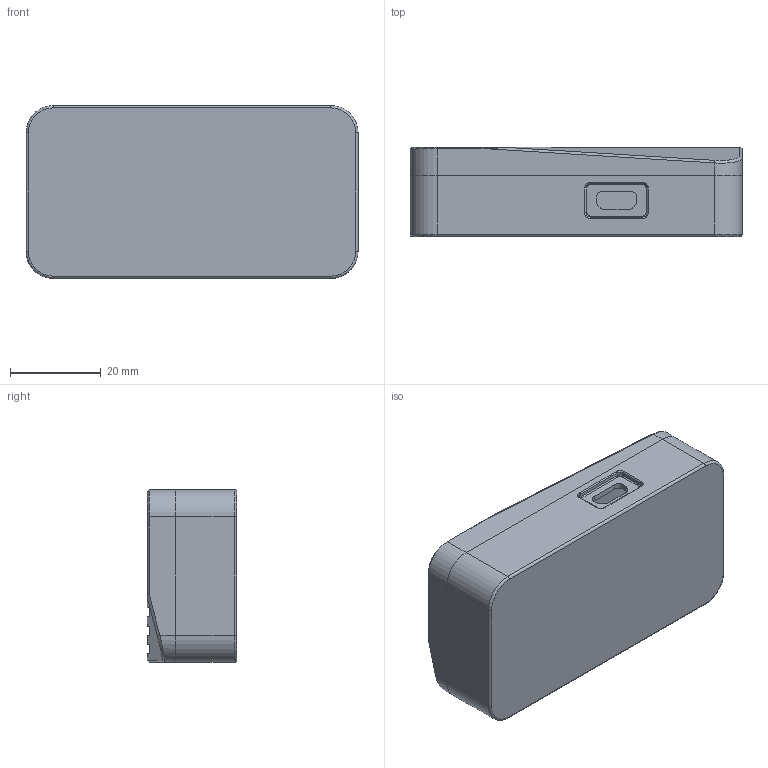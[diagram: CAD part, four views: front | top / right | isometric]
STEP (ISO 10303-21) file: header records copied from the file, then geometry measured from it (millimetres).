
FILE_DESCRIPTION (( 'STEP AP214' ), '1' );
FILE_NAME ('ChatterSync Enclosure Master.STEP', '2023-08-29T21:33:09', ( '' ), ( '' ), 'SwSTEP 2.0', 'SolidWorks 2023', '' );
FILE_SCHEMA (( 'AUTOMOTIVE_DESIGN' ));
Length unit declared in the file: millimetre
Products named in the file (1): ChatterSync Enclosure
Bounding box: 73 x 19.6 x 38 mm (x, y, z)
Volume: 21061 mm3; surface area: 18723.4 mm2
Topology: 2 solids, 2 shells, 204 faces, 535 edges, 346 vertices
Faces by surface type: plane 126, cylinder 61, torus 12, cone 3, bspline 2
Entity records: 6474 total; most frequent: CARTESIAN_POINT 1318, ORIENTED_EDGE 1070, DIRECTION 1064, EDGE_CURVE 535, LINE 388, VECTOR 388, VERTEX_POINT 346, AXIS2_PLACEMENT_3D 338
